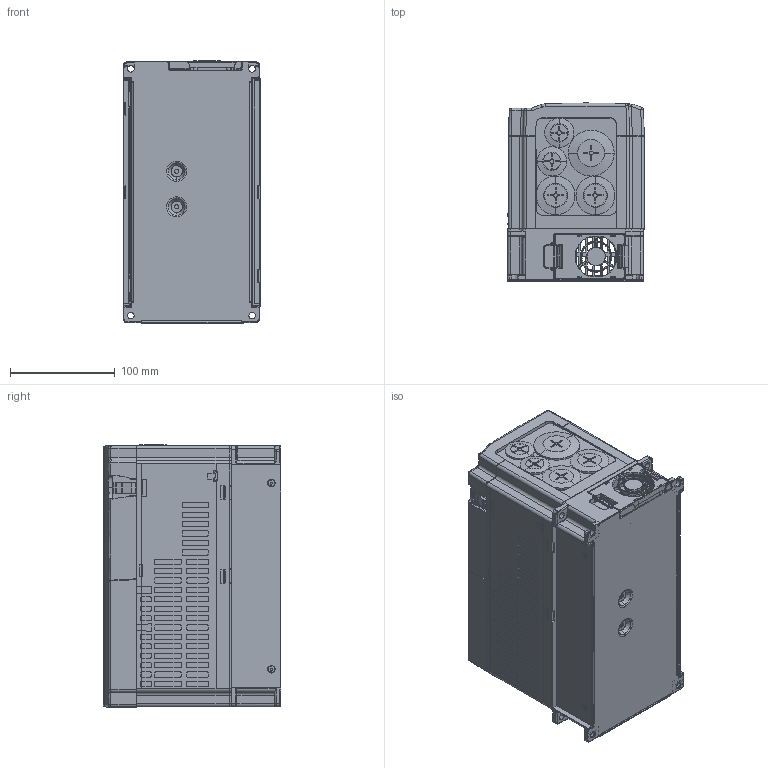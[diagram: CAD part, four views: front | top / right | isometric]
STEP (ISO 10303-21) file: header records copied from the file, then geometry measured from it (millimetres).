
FILE_DESCRIPTION (( 'STEP AP214' ), '1' );
FILE_NAME ('GS4-PD~3 GD POS 1 Basic Red1 w UC n Lid B fxt.STEP', '2022-05-24T23:28:23', ( '' ), ( '' ), 'SwSTEP 2.0', 'SolidWorks 2017', '' );
FILE_SCHEMA (( 'AUTOMOTIVE_DESIGN' ));
Length unit declared in the file: inch
Products named in the file (1): GS4-PD~3 GD POS 1 Basic Red1 w UC n Lid B fxt
Bounding box: 131.05 x 170 x 250.74 mm (x, y, z)
Volume: 2949442.5 mm3; surface area: 538613.5 mm2
Topology: 23 solids, 23 shells, 5937 faces, 16348 edges, 10695 vertices
Faces by surface type: plane 3008, cylinder 1800, bspline 897, cone 229, torus 3
Entity records: 221329 total; most frequent: CARTESIAN_POINT 77219, ORIENTED_EDGE 32684, DIRECTION 25825, EDGE_CURVE 16342, VERTEX_POINT 10695, LINE 9805, VECTOR 9805, AXIS2_PLACEMENT_3D 8010
